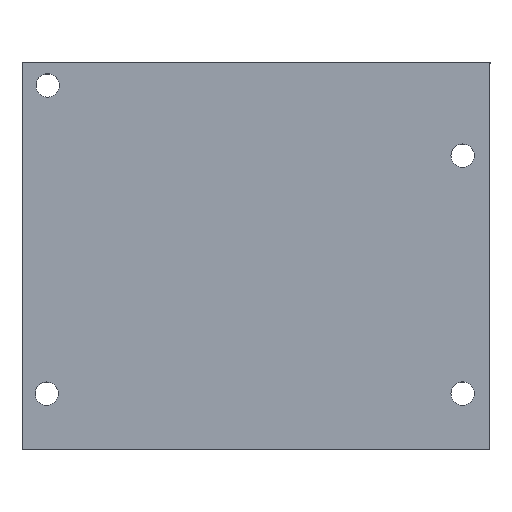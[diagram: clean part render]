
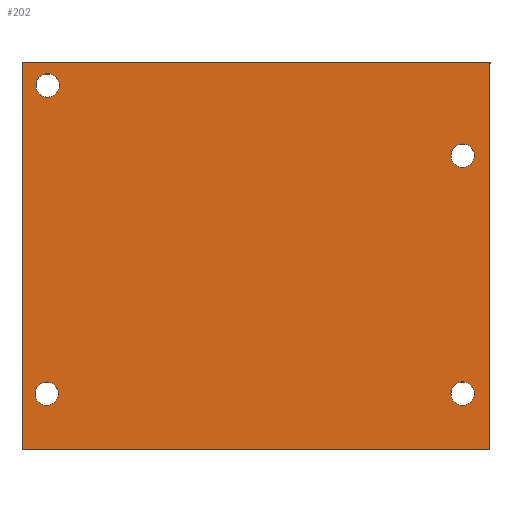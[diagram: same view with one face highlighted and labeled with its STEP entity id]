
A CAD part, top view. The second image highlights one B-rep face of the part: STEP entity #202.
In plain terms, the highlighted planar face has unit normal (0, 0, 1).
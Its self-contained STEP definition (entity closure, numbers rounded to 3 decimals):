
#23=FACE_BOUND('',#57,.T.);
#24=FACE_BOUND('',#58,.T.);
#25=FACE_BOUND('',#59,.T.);
#26=FACE_BOUND('',#60,.T.);
#32=PLANE('',#223);
#42=FACE_OUTER_BOUND('',#56,.T.);
#56=EDGE_LOOP('',(#181,#182,#183,#184));
#57=EDGE_LOOP('',(#185));
#58=EDGE_LOOP('',(#186));
#59=EDGE_LOOP('',(#187));
#60=EDGE_LOOP('',(#188));
#65=LINE('',#312,#81);
#69=LINE('',#320,#85);
#72=LINE('',#326,#88);
#75=LINE('',#331,#91);
#81=VECTOR('',#259,10.);
#85=VECTOR('',#265,10.);
#88=VECTOR('',#270,10.);
#91=VECTOR('',#275,10.);
#94=CIRCLE('',#208,1.5);
#96=CIRCLE('',#211,1.5);
#98=CIRCLE('',#214,1.5);
#100=CIRCLE('',#217,1.5);
#102=VERTEX_POINT('',#288);
#104=VERTEX_POINT('',#294);
#106=VERTEX_POINT('',#300);
#108=VERTEX_POINT('',#306);
#109=VERTEX_POINT('',#310);
#110=VERTEX_POINT('',#311);
#113=VERTEX_POINT('',#319);
#115=VERTEX_POINT('',#325);
#119=EDGE_CURVE('',#102,#102,#94,.T.);
#122=EDGE_CURVE('',#104,#104,#96,.T.);
#125=EDGE_CURVE('',#106,#106,#98,.T.);
#128=EDGE_CURVE('',#108,#108,#100,.T.);
#129=EDGE_CURVE('',#109,#110,#65,.T.);
#133=EDGE_CURVE('',#113,#109,#69,.T.);
#136=EDGE_CURVE('',#115,#113,#72,.T.);
#139=EDGE_CURVE('',#110,#115,#75,.T.);
#181=ORIENTED_EDGE('',*,*,#139,.F.);
#182=ORIENTED_EDGE('',*,*,#129,.F.);
#183=ORIENTED_EDGE('',*,*,#133,.F.);
#184=ORIENTED_EDGE('',*,*,#136,.F.);
#185=ORIENTED_EDGE('',*,*,#119,.T.);
#186=ORIENTED_EDGE('',*,*,#122,.T.);
#187=ORIENTED_EDGE('',*,*,#125,.T.);
#188=ORIENTED_EDGE('',*,*,#128,.T.);
#202=ADVANCED_FACE('',(#42,#23,#24,#25,#26),#32,.F.);
#208=AXIS2_PLACEMENT_3D('',#290,#234,#235);
#211=AXIS2_PLACEMENT_3D('',#296,#241,#242);
#214=AXIS2_PLACEMENT_3D('',#302,#248,#249);
#217=AXIS2_PLACEMENT_3D('',#308,#255,#256);
#223=AXIS2_PLACEMENT_3D('',#334,#279,#280);
#234=DIRECTION('center_axis',(0.,0.,
-1.));
#235=DIRECTION('ref_axis',(1.,0.,0.));
#241=DIRECTION('center_axis',(0.,0.,
-1.));
#242=DIRECTION('ref_axis',(1.,0.,0.));
#248=DIRECTION('center_axis',(0.,0.,
-1.));
#249=DIRECTION('ref_axis',(1.,0.,0.));
#255=DIRECTION('center_axis',(0.,0.,
-1.));
#256=DIRECTION('ref_axis',(1.,0.,0.));
#259=DIRECTION('',(1.,0.,0.));
#265=DIRECTION('',(0.,1.,0.));
#270=DIRECTION('',(-1.,0.,0.));
#275=DIRECTION('',(0.,-1.,0.));
#279=DIRECTION('center_axis',(0.,0.,
-1.));
#280=DIRECTION('ref_axis',(-1.,0.,0.));
#288=CARTESIAN_POINT('',(25.,-183.3,0.));
#290=CARTESIAN_POINT('Origin',(26.5,-183.3,0.));
#294=CARTESIAN_POINT('',(25.,-152.8,0.));
#296=CARTESIAN_POINT('Origin',(26.5,-152.8,0.));
#300=CARTESIAN_POINT('',(-28.318,-183.318,0.));
#302=CARTESIAN_POINT('Origin',(-26.818,-183.318,0.));
#306=CARTESIAN_POINT('',(-28.2,-143.8,0.));
#308=CARTESIAN_POINT('Origin',(-26.7,-143.8,0.));
#310=CARTESIAN_POINT('',(-30.,-140.8,0.));
#311=CARTESIAN_POINT('',(30.,-140.8,0.));
#312=CARTESIAN_POINT('',(-30.,-140.8,0.));
#319=CARTESIAN_POINT('',(-30.,-190.5,0.));
#320=CARTESIAN_POINT('',(-30.,-190.5,0.));
#325=CARTESIAN_POINT('',(30.,-190.5,0.));
#326=CARTESIAN_POINT('',(30.,-190.5,0.));
#331=CARTESIAN_POINT('',(30.,-140.8,0.));
#334=CARTESIAN_POINT('Origin',(0.,-165.65,
0.));
